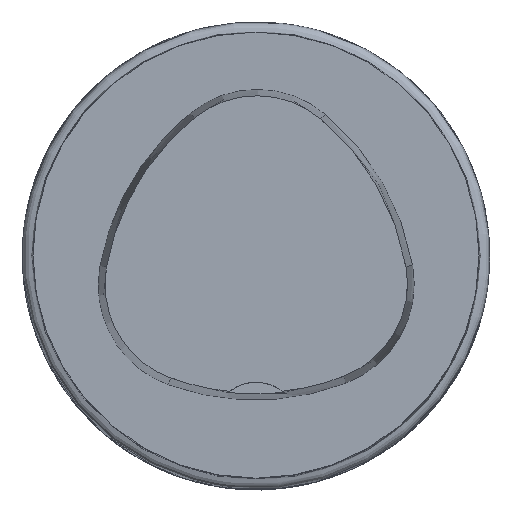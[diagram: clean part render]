
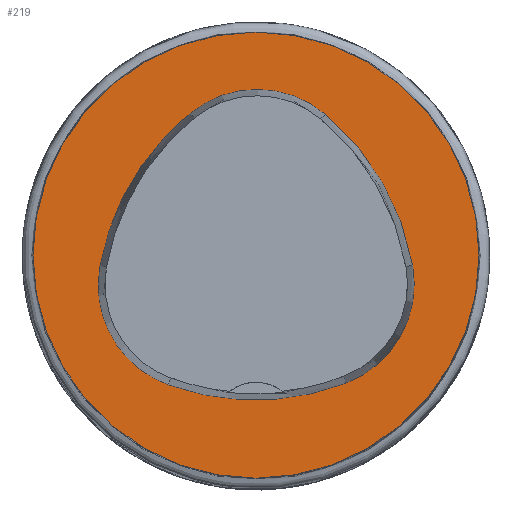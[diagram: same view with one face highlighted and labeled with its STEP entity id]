
A CAD part, top view. The second image highlights one B-rep face of the part: STEP entity #219.
In plain terms, the highlighted planar face has unit normal (0, 0, 1).
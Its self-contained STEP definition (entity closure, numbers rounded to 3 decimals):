
#149=PLANE('',#928);
#219=ADVANCED_FACE('',(#300,#301),#149,.T.);
#259=CIRCLE('',#899,31.5);
#261=CIRCLE('',#906,36.);
#263=CIRCLE('',#909,15.);
#265=CIRCLE('',#912,36.);
#267=CIRCLE('',#915,15.);
#271=CIRCLE('',#920,36.);
#273=CIRCLE('',#923,15.);
#300=FACE_BOUND('',#353,.T.);
#301=FACE_BOUND('',#354,.T.);
#353=EDGE_LOOP('',(#466,#467,#468,#469,#470,#471));
#354=EDGE_LOOP('',(#472));
#466=ORIENTED_EDGE('',*,*,#640,.T.);
#467=ORIENTED_EDGE('',*,*,#620,.T.);
#468=ORIENTED_EDGE('',*,*,#624,.T.);
#469=ORIENTED_EDGE('',*,*,#627,.T.);
#470=ORIENTED_EDGE('',*,*,#630,.T.);
#471=ORIENTED_EDGE('',*,*,#638,.T.);
#472=ORIENTED_EDGE('',*,*,#610,.F.);
#554=VERTEX_POINT('',#1278);
#564=VERTEX_POINT('',#1299);
#565=VERTEX_POINT('',#1300);
#568=VERTEX_POINT('',#1308);
#570=VERTEX_POINT('',#1314);
#572=VERTEX_POINT('',#1320);
#579=VERTEX_POINT('',#1341);
#610=EDGE_CURVE('',#554,#554,#259,.T.);
#620=EDGE_CURVE('',#564,#565,#261,.T.);
#624=EDGE_CURVE('',#565,#568,#263,.T.);
#627=EDGE_CURVE('',#568,#570,#265,.T.);
#630=EDGE_CURVE('',#570,#572,#267,.T.);
#638=EDGE_CURVE('',#572,#579,#271,.T.);
#640=EDGE_CURVE('',#579,#564,#273,.T.);
#899=AXIS2_PLACEMENT_3D('',#1277,#1032,#1033);
#906=AXIS2_PLACEMENT_3D('',#1298,#1050,#1051);
#909=AXIS2_PLACEMENT_3D('',#1307,#1058,#1059);
#912=AXIS2_PLACEMENT_3D('',#1313,#1065,#1066);
#915=AXIS2_PLACEMENT_3D('',#1319,#1072,#1073);
#920=AXIS2_PLACEMENT_3D('',#1342,#1084,#1085);
#923=AXIS2_PLACEMENT_3D('',#1345,#1090,#1091);
#928=AXIS2_PLACEMENT_3D('',#1350,#1100,#1101);
#1032=DIRECTION('',(0.,0.,-1.));
#1033=DIRECTION('',(-1.,0.,0.));
#1050=DIRECTION('',(0.,0.,-1.));
#1051=DIRECTION('',(-1.,0.,0.));
#1058=DIRECTION('',(0.,0.,-1.));
#1059=DIRECTION('',(-1.,0.,0.));
#1065=DIRECTION('',(0.,0.,-1.));
#1066=DIRECTION('',(-1.,0.,0.));
#1072=DIRECTION('',(0.,0.,-1.));
#1073=DIRECTION('',(-1.,0.,0.));
#1084=DIRECTION('',(0.,0.,-1.));
#1085=DIRECTION('',(-1.,0.,0.));
#1090=DIRECTION('',(0.,0.,-1.));
#1091=DIRECTION('',(-1.,0.,0.));
#1100=DIRECTION('',(0.,0.,1.));
#1101=DIRECTION('',(1.,0.,0.));
#1277=CARTESIAN_POINT('',(0.,0.,0.));
#1278=CARTESIAN_POINT('',(-31.5,0.,0.));
#1298=CARTESIAN_POINT('',(13.398,-7.893,0.));
#1299=CARTESIAN_POINT('',(-22.041,-1.562,0.));
#1300=CARTESIAN_POINT('',(-9.317,20.036,0.));
#1307=CARTESIAN_POINT('',(0.148,8.399,0.));
#1308=CARTESIAN_POINT('',(9.779,19.898,0.));
#1313=CARTESIAN_POINT('',(-13.337,-7.7,0.));
#1314=CARTESIAN_POINT('',(22.122,-1.48,0.));
#1319=CARTESIAN_POINT('',(7.347,-4.071,0.));
#1320=CARTESIAN_POINT('',(12.693,-18.087,0.));
#1341=CARTESIAN_POINT('',(-12.373,-18.307,0.));
#1342=CARTESIAN_POINT('',(-0.137,15.55,0.));
#1345=CARTESIAN_POINT('',(-7.275,-4.2,0.));
#1350=CARTESIAN_POINT('',(0.,0.,0.));
